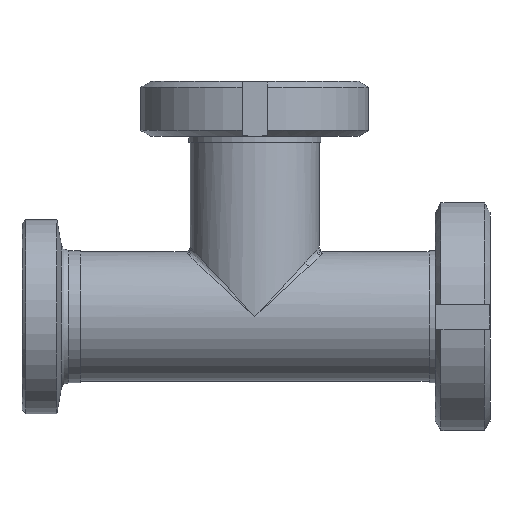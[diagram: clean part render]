
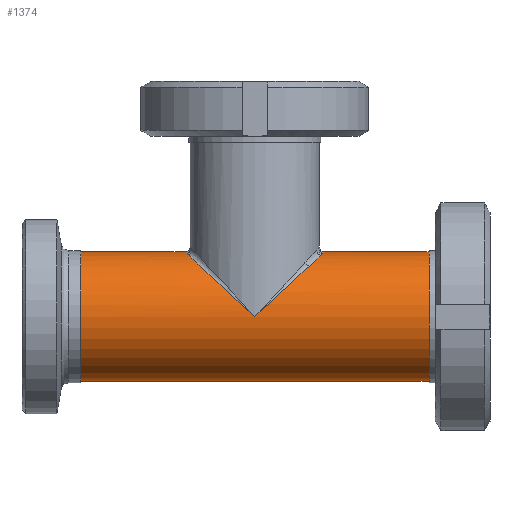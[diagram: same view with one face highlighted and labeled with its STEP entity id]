
A CAD part, front view. The second image highlights one B-rep face of the part: STEP entity #1374.
In plain terms, the highlighted cylindrical face has radius 26 mm (diameter 52 mm), a full revolution.
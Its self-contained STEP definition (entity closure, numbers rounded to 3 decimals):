
#1060=CARTESIAN_POINT('',(0.0,26.0,0.0));
#1061=VERTEX_POINT('',#1060);
#1062=CARTESIAN_POINT('',(0.0,-26.0,0.0));
#1063=VERTEX_POINT('',#1062);
#1064=CARTESIAN_POINT('',(0.0,0.0,0.0));
#1065=DIRECTION('',(0.68,0.,0.733));
#1066=DIRECTION('',(-0.733,0.0,0.68));
#1067=AXIS2_PLACEMENT_3D('',#1064,#1065,#1066);
#1068=ELLIPSE('',#1067,38.21,26.);
#1069=EDGE_CURVE('',#1061,#1063,#1068,.T.);
#1272=CARTESIAN_POINT('',(0.0,0.0,0.0));
#1273=DIRECTION('',(-0.68,0.,0.733));
#1274=DIRECTION('',(0.733,0.0,0.68));
#1275=AXIS2_PLACEMENT_3D('',#1272,#1273,#1274);
#1276=ELLIPSE('',#1275,38.21,26.);
#1277=EDGE_CURVE('',#1063,#1061,#1276,.T.);
#1343=CARTESIAN_POINT('',(0.0,0.0,0.0));
#1344=DIRECTION('',(-1.0,0.0,0.0));
#1345=DIRECTION('',(0.0,-1.0,0.0));
#1346=AXIS2_PLACEMENT_3D('',#1343,#1344,#1345);
#1347=CYLINDRICAL_SURFACE('',#1346,26.);
#1348=CARTESIAN_POINT('',(-70.0,-26.,0.0));
#1349=VERTEX_POINT('',#1348);
#1350=CARTESIAN_POINT('',(-70.0,0.0,0.0));
#1351=DIRECTION('',(-1.0,0.0,0.0));
#1352=DIRECTION('',(0.0,-1.0,0.0));
#1353=AXIS2_PLACEMENT_3D('',#1350,#1351,#1352);
#1354=CIRCLE('',#1353,26.);
#1355=EDGE_CURVE('',#1349,#1349,#1354,.T.);
#1356=ORIENTED_EDGE('',*,*,#1355,.F.);
#1357=EDGE_LOOP('',(#1356));
#1358=FACE_OUTER_BOUND('',#1357,.T.);
#1359=ORIENTED_EDGE('',*,*,#1069,.F.);
#1360=ORIENTED_EDGE('',*,*,#1277,.F.);
#1361=EDGE_LOOP('',(#1359,#1360));
#1362=FACE_BOUND('',#1361,.T.);
#1363=CARTESIAN_POINT('',(70.0,-26.,0.0));
#1364=VERTEX_POINT('',#1363);
#1365=CARTESIAN_POINT('',(70.0,0.0,0.0));
#1366=DIRECTION('',(-1.0,0.0,0.0));
#1367=DIRECTION('',(0.0,-1.0,0.0));
#1368=AXIS2_PLACEMENT_3D('',#1365,#1366,#1367);
#1369=CIRCLE('',#1368,26.);
#1370=EDGE_CURVE('',#1364,#1364,#1369,.T.);
#1371=ORIENTED_EDGE('',*,*,#1370,.T.);
#1372=EDGE_LOOP('',(#1371));
#1373=FACE_BOUND('',#1372,.T.);
#1374=ADVANCED_FACE('',(#1358,#1362,#1373),#1347,.T.);
